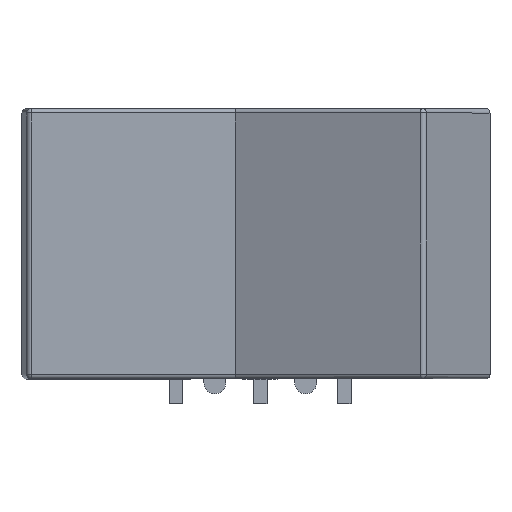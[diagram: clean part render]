
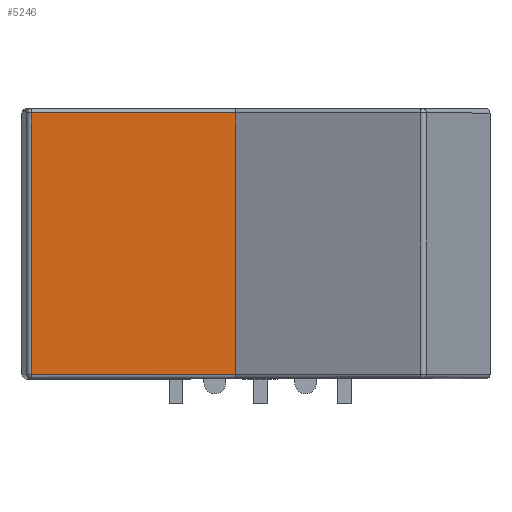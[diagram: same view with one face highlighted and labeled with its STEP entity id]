
A CAD part, top view. The second image highlights one B-rep face of the part: STEP entity #5246.
In plain terms, the highlighted planar face has unit normal (0, 0, 1).
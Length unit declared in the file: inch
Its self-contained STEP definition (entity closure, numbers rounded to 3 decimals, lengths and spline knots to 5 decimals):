
#612=FACE_OUTER_BOUND('',#911,.T.);
#911=EDGE_LOOP('',(#4658,#4659,#4660,#4661));
#1420=LINE('',#9040,#1965);
#1422=LINE('',#9044,#1967);
#1425=LINE('',#9050,#1970);
#1436=LINE('',#9076,#1981);
#1965=VECTOR('',#7023,0.3937);
#1967=VECTOR('',#7027,0.3937);
#1970=VECTOR('',#7034,0.3937);
#1981=VECTOR('',#7063,0.3937);
#2456=VERTEX_POINT('',#9007);
#2463=VERTEX_POINT('',#9023);
#2464=VERTEX_POINT('',#9027);
#2469=VERTEX_POINT('',#9043);
#3196=EDGE_CURVE('',#2464,#2463,#1420,.T.);
#3198=EDGE_CURVE('',#2469,#2464,#1422,.T.);
#3202=EDGE_CURVE('',#2463,#2456,#1425,.T.);
#3216=EDGE_CURVE('',#2456,#2469,#1436,.T.);
#4658=ORIENTED_EDGE('',*,*,#3202,.F.);
#4659=ORIENTED_EDGE('',*,*,#3196,.F.);
#4660=ORIENTED_EDGE('',*,*,#3198,.F.);
#4661=ORIENTED_EDGE('',*,*,#3216,.F.);
#4959=PLANE('',#5706);
#5246=ADVANCED_FACE('',(#612),#4959,.T.);
#5706=AXIS2_PLACEMENT_3D('',#9075,#7061,#7062);
#7023=DIRECTION('',(0.,1.,0.));
#7027=DIRECTION('',(-1.,0.,0.));
#7034=DIRECTION('',(1.,0.,0.));
#7061=DIRECTION('center_axis',(0.,0.,
1.));
#7062=DIRECTION('ref_axis',(0.,-1.,0.));
#7063=DIRECTION('',(0.,-1.,0.));
#9007=CARTESIAN_POINT('',(-0.0549,0.2876,0.84369));
#9023=CARTESIAN_POINT('',(-0.50448,0.2876,0.84369));
#9027=CARTESIAN_POINT('',(-0.50448,-0.2876,0.84369));
#9040=CARTESIAN_POINT('',(-0.50448,0.,0.84369));
#9043=CARTESIAN_POINT('',(-0.0549,-0.2876,0.84369));
#9044=CARTESIAN_POINT('',(-0.27292,-0.2876,0.84369));
#9050=CARTESIAN_POINT('',(-0.27292,0.2876,0.84369));
#9075=CARTESIAN_POINT('Origin',(-0.51401,0.,
0.84369));
#9076=CARTESIAN_POINT('',(-0.0549,0.,0.84369));
